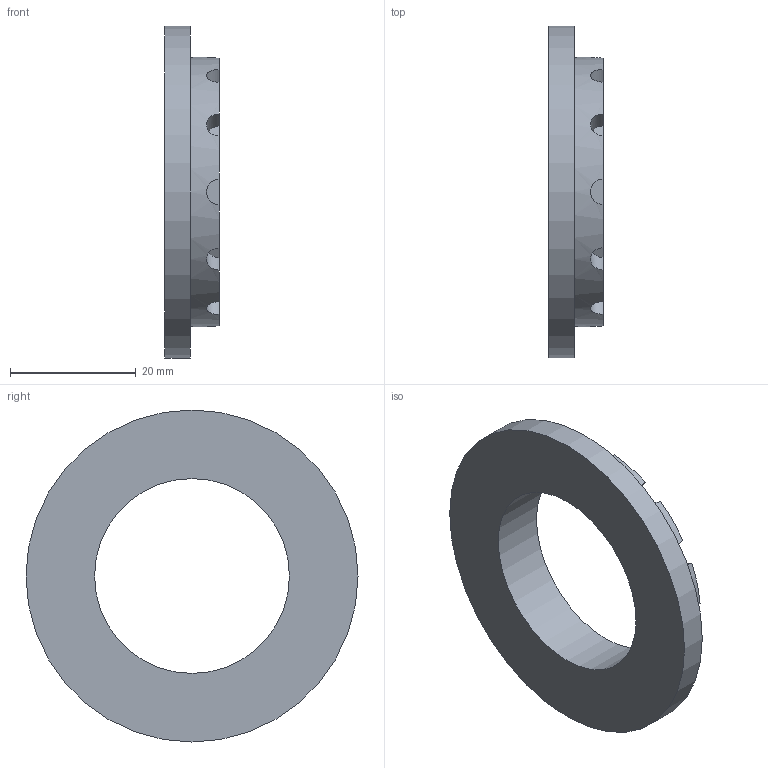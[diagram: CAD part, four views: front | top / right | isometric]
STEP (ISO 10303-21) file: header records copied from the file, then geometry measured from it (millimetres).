
FILE_DESCRIPTION(/* description */ (''),/* implementation_level */ '2;1');
FILE_NAME(/* name */ 'Retainer Ring pièce complète.step',/* time_stamp */ '2021-05-12T22:15:13+01:00',/* author */ (''),/* organization */ (''),/* preprocessor_version */ 'ST-DEVELOPER v18.1',/* originating_system */ 'Autodesk Translation Framework v10.6.0.1341',/* authorisation */ '');
FILE_SCHEMA (('AUTOMOTIVE_DESIGN { 1 0 10303 214 3 1 1 }'));
Length unit declared in the file: millimetre
Products named in the file (1): (Non enregistré)
Bounding box: 8.6 x 52.8 x 52.8 mm (x, y, z)
Volume: 8585.7 mm3; surface area: 5096.7 mm2
Topology: 1 solids, 1 shells, 30 faces, 92 edges, 65 vertices
Faces by surface type: cylinder 15, plane 15
Full cylindrical faces by diameter (mm): 31 x1, 42.8 x1, 52.8 x1
Entity records: 1258 total; most frequent: CARTESIAN_POINT 404, ORIENTED_EDGE 184, DIRECTION 159, EDGE_CURVE 92, VERTEX_POINT 65, AXIS2_PLACEMENT_3D 60, LINE 39, VECTOR 39
